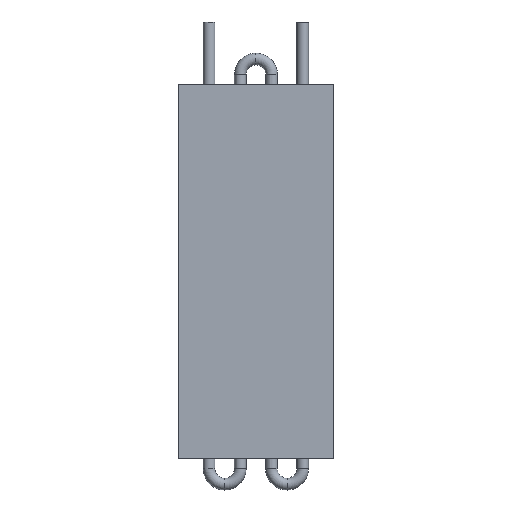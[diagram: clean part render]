
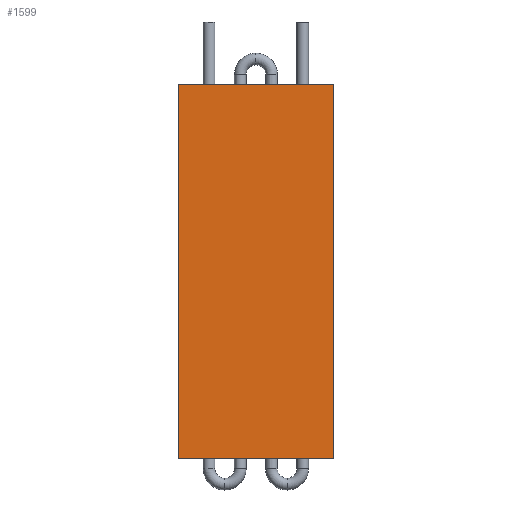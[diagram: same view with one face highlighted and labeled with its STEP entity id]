
A CAD part, front view. The second image highlights one B-rep face of the part: STEP entity #1599.
In plain terms, the highlighted planar face has unit normal (0, -1, 0).
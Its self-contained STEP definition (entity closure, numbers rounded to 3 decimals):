
#24 = LINE ( 'NONE', #1531, #41 ) ;
#41 = VECTOR ( 'NONE', #90, 1000. ) ;
#90 = DIRECTION ( 'NONE',  ( 0., 0., -1. ) ) ;
#325 = AXIS2_PLACEMENT_3D ( 'NONE', #782, #2120, #2116 ) ;
#373 = CARTESIAN_POINT ( 'NONE',  ( 63.5, -16.088, 152.4 ) ) ;
#489 = DIRECTION ( 'NONE',  ( -1., 0., 0. ) ) ;
#491 = ORIENTED_EDGE ( 'NONE', *, *, #1069, .T. ) ;
#552 = VERTEX_POINT ( 'NONE', #2090 ) ;
#782 = CARTESIAN_POINT ( 'NONE',  ( 63.5, -16.088, 152.4 ) ) ;
#890 = VECTOR ( 'NONE', #489, 1000. ) ;
#919 = LINE ( 'NONE', #373, #890 ) ;
#976 = CARTESIAN_POINT ( 'NONE',  ( -63.5, -16.088, 152.4 ) ) ;
#1069 = EDGE_CURVE ( 'NONE', #552, #2380, #919, .T. ) ;
#1230 = CARTESIAN_POINT ( 'NONE',  ( -63.5, -16.088, -152.4 ) ) ;
#1523 = EDGE_CURVE ( 'NONE', #2380, #2188, #24, .T. ) ;
#1531 = CARTESIAN_POINT ( 'NONE',  ( -63.5, -16.088, 152.4 ) ) ;
#1599 = ADVANCED_FACE ( 'NONE', ( #2058 ), #2134, .T. ) ;
#1617 = EDGE_CURVE ( 'NONE', #1654, #2188, #1829, .T. ) ;
#1634 = EDGE_CURVE ( 'NONE', #552, #1654, #1700, .T. ) ;
#1654 = VERTEX_POINT ( 'NONE', #1791 ) ;
#1700 = LINE ( 'NONE', #1871, #1748 ) ;
#1748 = VECTOR ( 'NONE', #1868, 1000. ) ;
#1791 = CARTESIAN_POINT ( 'NONE',  ( 63.5, -16.088, -152.4 ) ) ;
#1829 = LINE ( 'NONE', #1954, #1832 ) ;
#1832 = VECTOR ( 'NONE', #1950, 1000. ) ;
#1868 = DIRECTION ( 'NONE',  ( 0., 0., -1. ) ) ;
#1871 = CARTESIAN_POINT ( 'NONE',  ( 63.5, -16.088, 152.4 ) ) ;
#1934 = EDGE_LOOP ( 'NONE', ( #2113, #2119, #491, #2142 ) ) ;
#1950 = DIRECTION ( 'NONE',  ( -1., 0., 0. ) ) ;
#1954 = CARTESIAN_POINT ( 'NONE',  ( 63.5, -16.088, -152.4 ) ) ;
#2058 = FACE_OUTER_BOUND ( 'NONE', #1934, .T. ) ;
#2090 = CARTESIAN_POINT ( 'NONE',  ( 63.5, -16.088, 152.4 ) ) ;
#2113 = ORIENTED_EDGE ( 'NONE', *, *, #1617, .F. ) ;
#2116 = DIRECTION ( 'NONE',  ( 1., 0., 0. ) ) ;
#2119 = ORIENTED_EDGE ( 'NONE', *, *, #1634, .F. ) ;
#2120 = DIRECTION ( 'NONE',  ( 0., -1., 0. ) ) ;
#2134 = PLANE ( 'NONE',  #325 ) ;
#2142 = ORIENTED_EDGE ( 'NONE', *, *, #1523, .T. ) ;
#2188 = VERTEX_POINT ( 'NONE', #1230 ) ;
#2380 = VERTEX_POINT ( 'NONE', #976 ) ;
